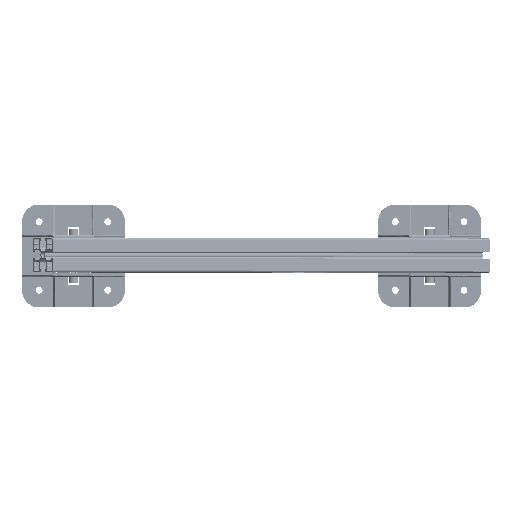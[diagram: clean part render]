
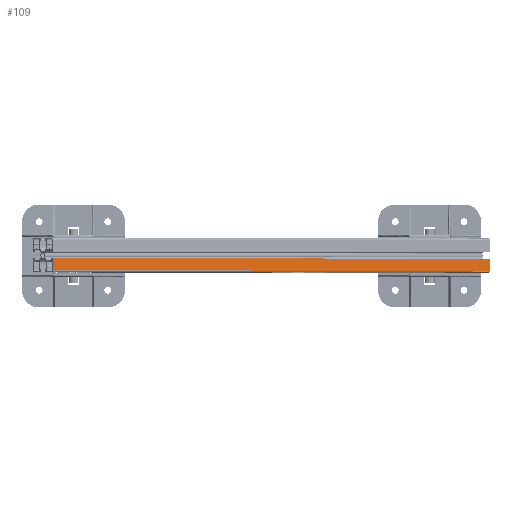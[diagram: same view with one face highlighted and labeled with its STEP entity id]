
A CAD part, top view. The second image highlights one B-rep face of the part: STEP entity #109.
In plain terms, the highlighted free-form (B-spline) face has degree [1, 1] with [2, 2] control points.
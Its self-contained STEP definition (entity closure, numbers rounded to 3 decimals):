
#53=CARTESIAN_POINT('',(-40.816,50.748,22.5));
#54=VERTEX_POINT('',#53);
#60=CARTESIAN_POINT('',(659.184,50.748,22.5));
#61=VERTEX_POINT('',#60);
#62=CARTESIAN_POINT('',(-40.816,50.748,22.5));
#63=CARTESIAN_POINT('',(659.184,50.748,22.5));
#64=B_SPLINE_CURVE_WITH_KNOTS('',1,(#62,#63),.POLYLINE_FORM.,.F.,.U.,(2,2),(0.,1.),.UNSPECIFIED.);
#65=EDGE_CURVE('',#54,#61,#64,.T.);
#82=CARTESIAN_POINT('',(659.184,-116.975,22.5));
#83=CARTESIAN_POINT('',(-92.689,-116.975,22.5));
#84=CARTESIAN_POINT('',(659.184,186.77,22.5));
#85=CARTESIAN_POINT('',(-92.689,186.77,22.5));
#86=B_SPLINE_SURFACE_WITH_KNOTS('',1,1,((#82,#83),(#84,#85)),.PLANE_SURF.,.F.,.F.,.U.,(2,2),(2,2),(0.,1.),(0.,1.),.UNSPECIFIED.);
#87=CARTESIAN_POINT('',(-40.816,34.898,22.5));
#88=VERTEX_POINT('',#87);
#89=CARTESIAN_POINT('',(-40.816,50.748,22.5));
#90=CARTESIAN_POINT('',(-40.816,34.898,22.5));
#91=B_SPLINE_CURVE_WITH_KNOTS('',1,(#89,#90),.POLYLINE_FORM.,.F.,.U.,(2,2),(0.,1.),.UNSPECIFIED.);
#92=EDGE_CURVE('',#54,#88,#91,.T.);
#93=ORIENTED_EDGE('',*,*,#92,.T.);
#94=CARTESIAN_POINT('',(659.184,34.898,22.5));
#95=VERTEX_POINT('',#94);
#96=CARTESIAN_POINT('',(-40.816,34.898,22.5));
#97=CARTESIAN_POINT('',(659.184,34.898,22.5));
#98=B_SPLINE_CURVE_WITH_KNOTS('',1,(#96,#97),.POLYLINE_FORM.,.F.,.U.,(2,2),(0.,1.),.UNSPECIFIED.);
#99=EDGE_CURVE('',#88,#95,#98,.T.);
#100=ORIENTED_EDGE('',*,*,#99,.T.);
#101=CARTESIAN_POINT('',(659.184,50.748,22.5));
#102=CARTESIAN_POINT('',(659.184,34.898,22.5));
#103=B_SPLINE_CURVE_WITH_KNOTS('',1,(#101,#102),.POLYLINE_FORM.,.F.,.U.,(2,2),(0.,1.),.UNSPECIFIED.);
#104=EDGE_CURVE('',#61,#95,#103,.T.);
#105=ORIENTED_EDGE('',*,*,#104,.F.);
#106=ORIENTED_EDGE('',*,*,#65,.F.);
#107=EDGE_LOOP('',(#93,#100,#105,#106));
#108=FACE_OUTER_BOUND('',#107,.T.);
#109=ADVANCED_FACE('',(#108),#86,.T.);
